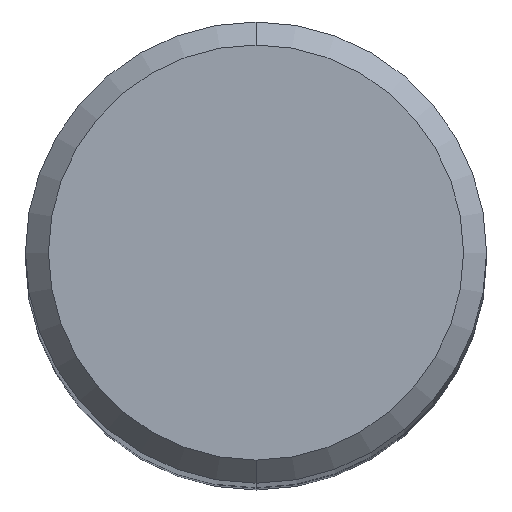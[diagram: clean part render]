
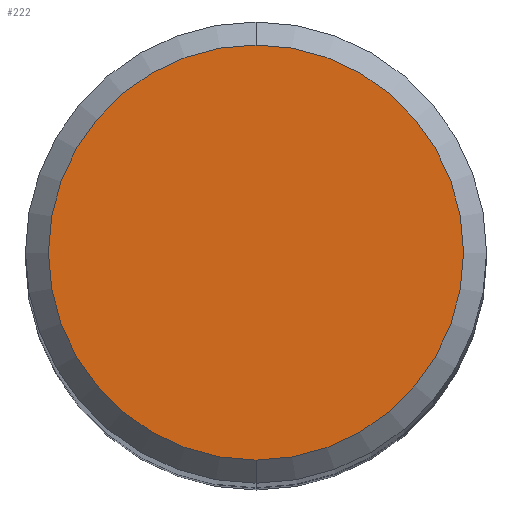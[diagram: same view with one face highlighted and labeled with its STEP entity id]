
A CAD part, top view. The second image highlights one B-rep face of the part: STEP entity #222.
In plain terms, the highlighted planar face has unit normal (0, 0, 1).
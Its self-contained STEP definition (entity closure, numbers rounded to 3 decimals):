
#182=VERTEX_POINT('',#475);
#208=EDGE_CURVE('',#318,#182,#505,.T.);
#222=ADVANCED_FACE('',(#520),#521,.T.);
#258=EDGE_CURVE('',#182,#318,#560,.T.);
#318=VERTEX_POINT('',#626);
#475=CARTESIAN_POINT('',(0.0,3.6,0.0));
#505=CIRCLE('',#858,3.6);
#520=FACE_OUTER_BOUND('',#896,.T.);
#521=PLANE('',#897);
#560=CIRCLE('',#950,3.6);
#626=CARTESIAN_POINT('',(0.,-3.6,0.0));
#858=AXIS2_PLACEMENT_3D('',#1443,#1444,#1445);
#896=EDGE_LOOP('',(#1460,#1461));
#897=AXIS2_PLACEMENT_3D('',#1462,#1463,#1464);
#950=AXIS2_PLACEMENT_3D('',#1504,#1505,#1506);
#1443=CARTESIAN_POINT('',(0.0,0.0,0.0));
#1444=DIRECTION('',(0.0,0.0,-1.0));
#1445=DIRECTION('',(0.0,1.0,0.0));
#1460=ORIENTED_EDGE('',*,*,#258,.F.);
#1461=ORIENTED_EDGE('',*,*,#208,.F.);
#1462=CARTESIAN_POINT('',(0.0,1.8,0.0));
#1463=DIRECTION('',(-0.0,0.0,1.0));
#1464=DIRECTION('',(0.0,-1.0,0.0));
#1504=CARTESIAN_POINT('',(0.0,0.0,0.0));
#1505=DIRECTION('',(0.0,0.0,-1.0));
#1506=DIRECTION('',(0.0,1.0,0.0));
